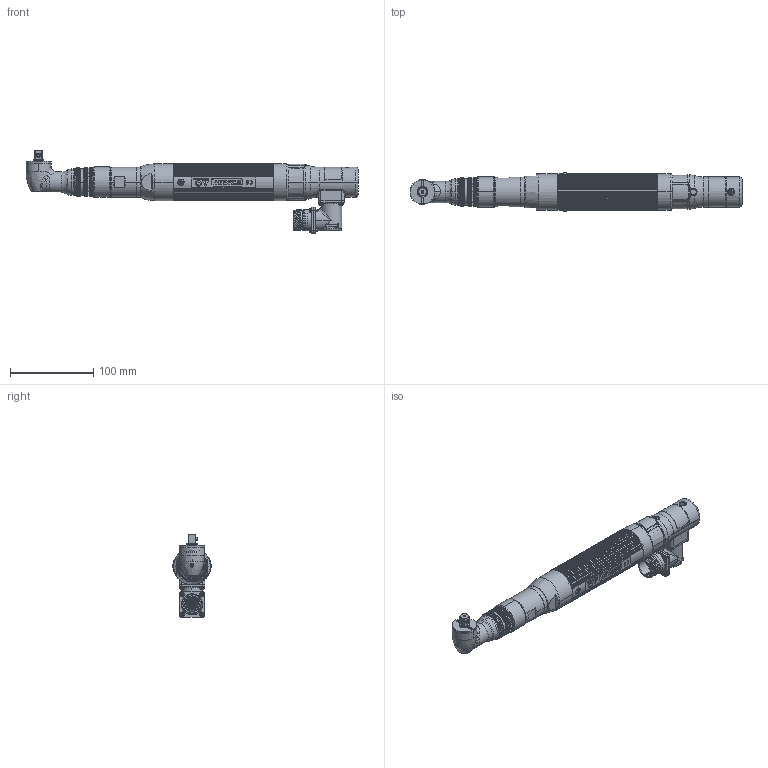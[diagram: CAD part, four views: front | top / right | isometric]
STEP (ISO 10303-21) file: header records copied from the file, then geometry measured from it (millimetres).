
FILE_DESCRIPTION((''),'2;1');
FILE_NAME('EB33MA15-27','2018-09-20T',('DMG0713'),(''),'PRO/ENGINEER BY PARAMETRIC TECHNOLOGY CORPORATION, 2016360','PRO/ENGINEER BY PARAMETRIC TECHNOLOGY CORPORATION, 2016360','');
FILE_SCHEMA(('CONFIG_CONTROL_DESIGN'));
Products named in the file (1): EB33MA15-27
Bounding box: 397.93 x 45.57 x 98.97 mm (x, y, z)
Surface area: 136151.3 mm2 (no closed solid volume)
Topology: 0 solids, 180 shells, 1982 faces, 7782 edges, 5869 vertices
Faces by surface type: cylinder 765, plane 709, cone 267, bspline 141, torus 98, revolution 2
Entity records: 106400 total; most frequent: CARTESIAN_POINT 44898, ORIENTED_EDGE 12135, DIRECTION 11792, EDGE_CURVE 7782, VERTEX_POINT 5869, AXIS2_PLACEMENT_3D 4119, VECTOR 3552, LINE 3552
